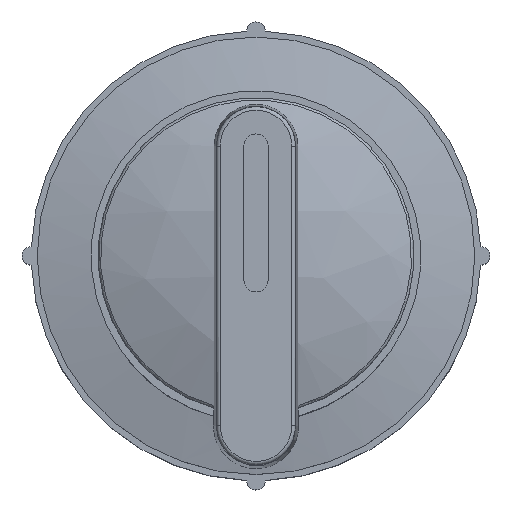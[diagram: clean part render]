
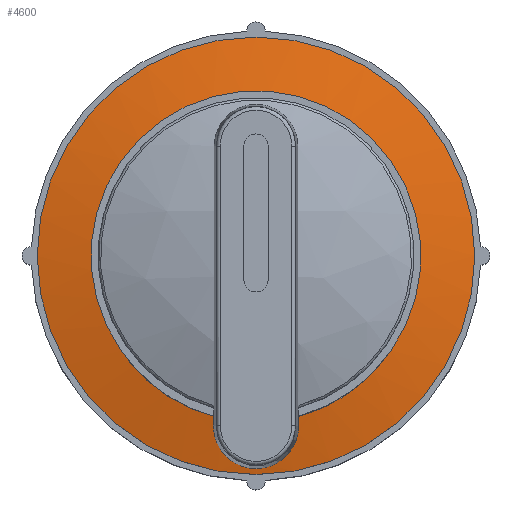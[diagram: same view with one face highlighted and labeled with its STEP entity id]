
A CAD part, top view. The second image highlights one B-rep face of the part: STEP entity #4600.
In plain terms, the highlighted conical face has half-angle 78.5 degrees and reference radius 15.788 mm.
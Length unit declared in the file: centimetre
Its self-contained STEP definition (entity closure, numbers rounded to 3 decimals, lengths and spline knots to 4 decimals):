
#927=FACE_BOUND('',#1363,.T.);
#946=B_SPLINE_CURVE_WITH_KNOTS('',3,(#6856,#6857,#6858,#6859,#6860,#6861,
#6862,#6863,#6864,#6865,#6866,#6867,#6868,#6869,#6870,#6871,#6872,#6873),
 .UNSPECIFIED.,.F.,.F.,(4,2,2,2,2,2,2,2,4),(0.0855,0.1564,
0.3127,0.4676,0.6225,0.7774,
0.9323,1.0886,1.1573),.UNSPECIFIED.);
#947=B_SPLINE_CURVE_WITH_KNOTS('',3,(#6879,#6880,#6881,#6882,#6883,#6884,
#6885,#6886),.UNSPECIFIED.,.F.,.F.,(4,2,2,4),(0.3423,0.5147,
1.0293,1.2584),.UNSPECIFIED.);
#948=B_SPLINE_CURVE_WITH_KNOTS('',3,(#6889,#6890,#6891,#6892,#6893,#6894,
#6895,#6896),.UNSPECIFIED.,.F.,.F.,(4,2,2,4),(-1.2607,-1.0293,
-0.5147,-0.3423),.UNSPECIFIED.);
#1044=(
BOUNDED_CURVE()
B_SPLINE_CURVE(2,(#6852,#6853,#6854),.UNSPECIFIED.,.F.,.F.)
B_SPLINE_CURVE_WITH_KNOTS((3,3),(0.014,0.1021),
 .UNSPECIFIED.)
CURVE()
GEOMETRIC_REPRESENTATION_ITEM()
RATIONAL_B_SPLINE_CURVE((1.001,1.003,1.004))
REPRESENTATION_ITEM('')
);
#1045=(
BOUNDED_CURVE()
B_SPLINE_CURVE(2,(#6875,#6876,#6877),.UNSPECIFIED.,.F.,.F.)
B_SPLINE_CURVE_WITH_KNOTS((3,3),(0.3604,0.4509),
 .UNSPECIFIED.)
CURVE()
GEOMETRIC_REPRESENTATION_ITEM()
RATIONAL_B_SPLINE_CURVE((1.004,1.003,1.001))
REPRESENTATION_ITEM('')
);
#1078=FACE_OUTER_BOUND('',#1362,.T.);
#1362=EDGE_LOOP('',(#3120));
#1363=EDGE_LOOP('',(#3121,#3122,#3123,#3124,#3125,#3126));
#1665=CIRCLE('',#4887,1.8);
#1666=CIRCLE('',#4888,1.3576);
#1923=VERTEX_POINT('',#6848);
#1924=VERTEX_POINT('',#6850);
#1925=VERTEX_POINT('',#6851);
#1926=VERTEX_POINT('',#6855);
#1927=VERTEX_POINT('',#6874);
#1928=VERTEX_POINT('',#6878);
#1929=VERTEX_POINT('',#6887);
#2390=EDGE_CURVE('',#1923,#1923,#1665,.T.);
#2391=EDGE_CURVE('',#1924,#1925,#1044,.T.);
#2392=EDGE_CURVE('',#1925,#1926,#946,.T.);
#2393=EDGE_CURVE('',#1926,#1927,#1045,.T.);
#2394=EDGE_CURVE('',#1927,#1928,#947,.T.);
#2395=EDGE_CURVE('',#1928,#1929,#1666,.T.);
#2396=EDGE_CURVE('',#1929,#1924,#948,.T.);
#3120=ORIENTED_EDGE('',*,*,#2390,.F.);
#3121=ORIENTED_EDGE('',*,*,#2391,.T.);
#3122=ORIENTED_EDGE('',*,*,#2392,.T.);
#3123=ORIENTED_EDGE('',*,*,#2393,.T.);
#3124=ORIENTED_EDGE('',*,*,#2394,.T.);
#3125=ORIENTED_EDGE('',*,*,#2395,.T.);
#3126=ORIENTED_EDGE('',*,*,#2396,.T.);
#4580=CONICAL_SURFACE('',#4886,1.5788,78.5);
#4600=ADVANCED_FACE('',(#1078,#927),#4580,.T.);
#4886=AXIS2_PLACEMENT_3D('',#6847,#5438,#5439);
#4887=AXIS2_PLACEMENT_3D('',#6849,#5440,#5441);
#4888=AXIS2_PLACEMENT_3D('',#6888,#5442,#5443);
#5438=DIRECTION('center_axis',(0.,0.,
-1.));
#5439=DIRECTION('ref_axis',(0.,-1.,0.));
#5440=DIRECTION('center_axis',(0.,0.,
-1.));
#5441=DIRECTION('ref_axis',(0.,-1.,0.));
#5442=DIRECTION('center_axis',(0.,0.,
-1.));
#5443=DIRECTION('ref_axis',(0.,-1.,0.));
#6847=CARTESIAN_POINT('Origin',(0.07,0.0231,0.1519));
#6848=CARTESIAN_POINT('',(0.07,-1.7769,0.1069));
#6849=CARTESIAN_POINT('Origin',(0.07,0.0231,0.1069));
#6850=CARTESIAN_POINT('',(0.4195,-1.2983,0.195));
#6851=CARTESIAN_POINT('',(0.4198,-1.3757,0.1798));
#6852=CARTESIAN_POINT('Ctrl Pts',(0.4195,-1.2983,0.195));
#6853=CARTESIAN_POINT('Ctrl Pts',(0.4196,-1.336,0.1876));
#6854=CARTESIAN_POINT('Ctrl Pts',(0.4198,-1.3757,0.1798));
#6855=CARTESIAN_POINT('',(-0.2798,-1.378,0.1793));
#6856=CARTESIAN_POINT('Ctrl Pts',(0.4198,-1.3757,0.1798));
#6857=CARTESIAN_POINT('Ctrl Pts',(0.4199,-1.3999,0.175));
#6858=CARTESIAN_POINT('Ctrl Pts',(0.4175,-1.4243,0.1703));
#6859=CARTESIAN_POINT('Ctrl Pts',(0.4018,-1.5009,0.1558));
#6860=CARTESIAN_POINT('Ctrl Pts',(0.3782,-1.5512,0.1468));
#6861=CARTESIAN_POINT('Ctrl Pts',(0.3153,-1.6325,0.1327));
#6862=CARTESIAN_POINT('Ctrl Pts',(0.2728,-1.668,0.1267));
#6863=CARTESIAN_POINT('Ctrl Pts',(0.1759,-1.7156,0.1189));
#6864=CARTESIAN_POINT('Ctrl Pts',(0.1216,-1.7277,0.1169));
#6865=CARTESIAN_POINT('Ctrl Pts',(0.0183,-1.7277,0.1169));
#6866=CARTESIAN_POINT('Ctrl Pts',(-0.036,-1.7156,
0.1189));
#6867=CARTESIAN_POINT('Ctrl Pts',(-0.1328,-1.668,
0.1267));
#6868=CARTESIAN_POINT('Ctrl Pts',(-0.1754,-1.6325,
0.1327));
#6869=CARTESIAN_POINT('Ctrl Pts',(-0.2383,-1.5512,
0.1468));
#6870=CARTESIAN_POINT('Ctrl Pts',(-0.2619,-1.5009,
0.1558));
#6871=CARTESIAN_POINT('Ctrl Pts',(-0.2774,-1.425,
0.1701));
#6872=CARTESIAN_POINT('Ctrl Pts',(-0.2798,-1.4014,
0.1747));
#6873=CARTESIAN_POINT('Ctrl Pts',(-0.2798,-1.378,
0.1793));
#6874=CARTESIAN_POINT('',(-0.2795,-1.2982,0.195));
#6875=CARTESIAN_POINT('Ctrl Pts',(-0.2798,-1.378,
0.1793));
#6876=CARTESIAN_POINT('Ctrl Pts',(-0.2797,-1.337,0.1874));
#6877=CARTESIAN_POINT('Ctrl Pts',(-0.2795,-1.2982,
0.195));
#6878=CARTESIAN_POINT('',(-1.0407,-0.7576,0.1969));
#6879=CARTESIAN_POINT('Ctrl Pts',(-0.2795,-1.2982,
0.195));
#6880=CARTESIAN_POINT('Ctrl Pts',(-0.3381,-1.2825,
0.1951));
#6881=CARTESIAN_POINT('Ctrl Pts',(-0.3959,-1.2626,
0.1952));
#6882=CARTESIAN_POINT('Ctrl Pts',(-0.6198,-1.1683,
0.1955));
#6883=CARTESIAN_POINT('Ctrl Pts',(-0.7724,-1.0618,
0.1959));
#6884=CARTESIAN_POINT('Ctrl Pts',(-0.9455,-0.8844,
0.1965));
#6885=CARTESIAN_POINT('Ctrl Pts',(-0.9958,-0.8235,
0.1967));
#6886=CARTESIAN_POINT('Ctrl Pts',(-1.0407,-0.7576,
0.1969));
#6887=CARTESIAN_POINT('',(1.182,-0.7556,0.1969));
#6888=CARTESIAN_POINT('Origin',(0.07,0.0231,0.1969));
#6889=CARTESIAN_POINT('Ctrl Pts',(1.182,-0.7556,0.1969));
#6890=CARTESIAN_POINT('Ctrl Pts',(1.1367,-0.8223,0.1967));
#6891=CARTESIAN_POINT('Ctrl Pts',(1.086,-0.8839,0.1965));
#6892=CARTESIAN_POINT('Ctrl Pts',(0.9123,-1.0618,0.1959));
#6893=CARTESIAN_POINT('Ctrl Pts',(0.7597,-1.1683,0.1955));
#6894=CARTESIAN_POINT('Ctrl Pts',(0.5359,-1.2627,0.1952));
#6895=CARTESIAN_POINT('Ctrl Pts',(0.478,-1.2825,0.1951));
#6896=CARTESIAN_POINT('Ctrl Pts',(0.4195,-1.2983,0.195));
